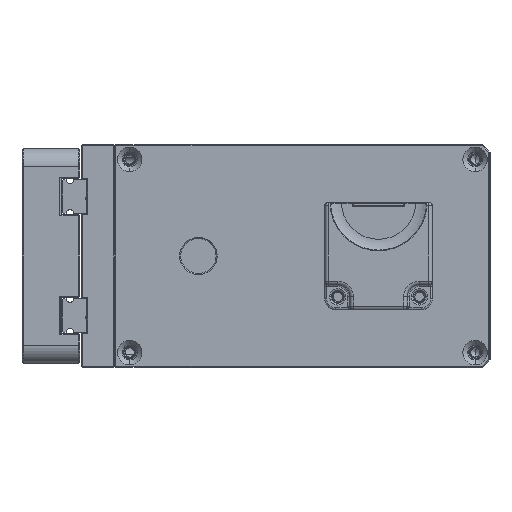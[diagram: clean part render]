
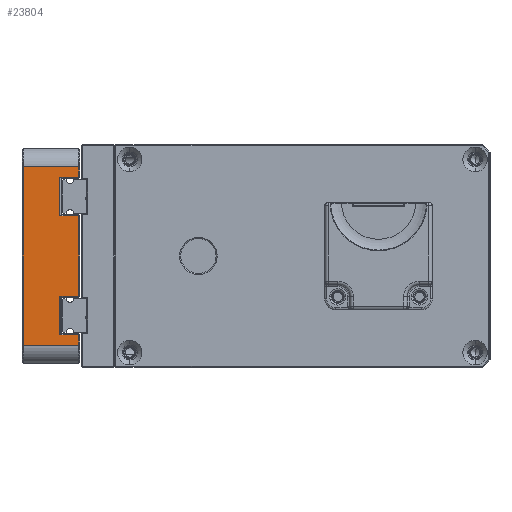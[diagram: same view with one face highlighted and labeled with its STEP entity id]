
A CAD part, left-side view. The second image highlights one B-rep face of the part: STEP entity #23804.
In plain terms, the highlighted face is planar.
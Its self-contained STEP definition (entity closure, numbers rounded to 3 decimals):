
#700 = ORIENTED_EDGE ( 'NONE', *, *, #1610, .T. ) ;
#744 = DIRECTION ( 'NONE',  ( 0., -1., 0. ) ) ;
#1610 = EDGE_CURVE ( 'NONE', #23513, #13034, #18053, .T. ) ;
#1814 = LINE ( 'NONE', #15705, #39869 ) ;
#2111 = VERTEX_POINT ( 'NONE', #18459 ) ;
#4161 = CARTESIAN_POINT ( 'NONE',  ( 21.2, 0.3, -26. ) ) ;
#4260 = LINE ( 'NONE', #18140, #41402 ) ;
#4290 = LINE ( 'NONE', #18174, #12594 ) ;
#4691 = VERTEX_POINT ( 'NONE', #42895 ) ;
#4718 = LINE ( 'NONE', #18601, #34425 ) ;
#5267 = CARTESIAN_POINT ( 'NONE',  ( 21.2, 5.4, -26. ) ) ;
#6117 = LINE ( 'NONE', #19993, #35738 ) ;
#7122 = EDGE_CURVE ( 'NONE', #28275, #31956, #15439, .T. ) ;
#7285 = DIRECTION ( 'NONE',  ( -1., 0., 0. ) ) ;
#7603 = VECTOR ( 'NONE', #37183, 1000. ) ;
#8300 = VECTOR ( 'NONE', #11617, 1000. ) ;
#8544 = VERTEX_POINT ( 'NONE', #4161 ) ;
#9277 = CARTESIAN_POINT ( 'NONE',  ( -10.8, 5.4, -26. ) ) ;
#9424 = EDGE_CURVE ( 'NONE', #37399, #28275, #4260, .T. ) ;
#9455 = VERTEX_POINT ( 'NONE', #14996 ) ;
#9470 = LINE ( 'NONE', #23322, #7603 ) ;
#9868 = ORIENTED_EDGE ( 'NONE', *, *, #7122, .T. ) ;
#10645 = VECTOR ( 'NONE', #43159, 1000. ) ;
#11617 = DIRECTION ( 'NONE',  ( -1., 0., 0. ) ) ;
#12064 = ORIENTED_EDGE ( 'NONE', *, *, #25260, .T. ) ;
#12594 = VECTOR ( 'NONE', #32015, 1000. ) ;
#12976 = CARTESIAN_POINT ( 'NONE',  ( 0., 0., -26. ) ) ;
#13034 = VERTEX_POINT ( 'NONE', #43968 ) ;
#13058 = DIRECTION ( 'NONE',  ( 0., 1., 0. ) ) ;
#13414 = CARTESIAN_POINT ( 'NONE',  ( 24., 0., -26. ) ) ;
#14023 = EDGE_CURVE ( 'NONE', #4691, #9455, #44515, .T. ) ;
#14996 = CARTESIAN_POINT ( 'NONE',  ( 24., 0.3, -26. ) ) ;
#15439 = LINE ( 'NONE', #29286, #10645 ) ;
#15705 = CARTESIAN_POINT ( 'NONE',  ( -10.8, 0., -26. ) ) ;
#16746 = ORIENTED_EDGE ( 'NONE', *, *, #44476, .T. ) ;
#16931 = AXIS2_PLACEMENT_3D ( 'NONE', #12976, #26809, #40661 ) ;
#18053 = LINE ( 'NONE', #31888, #22748 ) ;
#18140 = CARTESIAN_POINT ( 'NONE',  ( -21.2, 0., -26. ) ) ;
#18174 = CARTESIAN_POINT ( 'NONE',  ( 0., 0.3, -26. ) ) ;
#18199 = VERTEX_POINT ( 'NONE', #9277 ) ;
#18459 = CARTESIAN_POINT ( 'NONE',  ( -10.8, 0.3, -26. ) ) ;
#18601 = CARTESIAN_POINT ( 'NONE',  ( 0., 5.4, -26. ) ) ;
#19993 = CARTESIAN_POINT ( 'NONE',  ( 0., 15.3, -26. ) ) ;
#20499 = ORIENTED_EDGE ( 'NONE', *, *, #27032, .T. ) ;
#20846 = CARTESIAN_POINT ( 'NONE',  ( 10.8, 5.4, -26. ) ) ;
#22114 = ORIENTED_EDGE ( 'NONE', *, *, #41611, .T. ) ;
#22161 = EDGE_LOOP ( 'NONE', ( #32971, #9868, #27671, #22114, #23533, #12064, #41351, #20499, #700, #23688, #41291, #16746 ) ) ;
#22748 = VECTOR ( 'NONE', #744, 1000. ) ;
#23322 = CARTESIAN_POINT ( 'NONE',  ( -24., 0., -26. ) ) ;
#23462 = VECTOR ( 'NONE', #13058, 1000. ) ;
#23513 = VERTEX_POINT ( 'NONE', #20846 ) ;
#23533 = ORIENTED_EDGE ( 'NONE', *, *, #14023, .T. ) ;
#23688 = ORIENTED_EDGE ( 'NONE', *, *, #32938, .T. ) ;
#23804 = ADVANCED_FACE ( 'NONE', ( #30254 ), #44097, .F. ) ;
#24554 = LINE ( 'NONE', #38406, #30785 ) ;
#24811 = CARTESIAN_POINT ( 'NONE',  ( -24., 15.3, -26. ) ) ;
#25260 = EDGE_CURVE ( 'NONE', #9455, #8544, #4290, .T. ) ;
#26809 = DIRECTION ( 'NONE',  ( 0., 0., 1. ) ) ;
#27032 = EDGE_CURVE ( 'NONE', #37705, #23513, #4718, .T. ) ;
#27265 = DIRECTION ( 'NONE',  ( 0., -1., 0. ) ) ;
#27671 = ORIENTED_EDGE ( 'NONE', *, *, #34839, .T. ) ;
#28275 = VERTEX_POINT ( 'NONE', #40327 ) ;
#28571 = VERTEX_POINT ( 'NONE', #24811 ) ;
#28889 = LINE ( 'NONE', #42749, #8300 ) ;
#29286 = CARTESIAN_POINT ( 'NONE',  ( 0., 0.3, -26. ) ) ;
#29539 = DIRECTION ( 'NONE',  ( 0., 1., 0. ) ) ;
#30254 = FACE_OUTER_BOUND ( 'NONE', #22161, .T. ) ;
#30329 = LINE ( 'NONE', #44172, #23462 ) ;
#30785 = VECTOR ( 'NONE', #7285, 1000. ) ;
#31871 = EDGE_CURVE ( 'NONE', #2111, #18199, #1814, .T. ) ;
#31888 = CARTESIAN_POINT ( 'NONE',  ( 10.8, 0., -26. ) ) ;
#31956 = VERTEX_POINT ( 'NONE', #44514 ) ;
#31982 = DIRECTION ( 'NONE',  ( 0., -1., 0. ) ) ;
#32015 = DIRECTION ( 'NONE',  ( -1., 0., 0. ) ) ;
#32438 = DIRECTION ( 'NONE',  ( -1., 0., 0. ) ) ;
#32938 = EDGE_CURVE ( 'NONE', #13034, #2111, #24554, .T. ) ;
#32971 = ORIENTED_EDGE ( 'NONE', *, *, #9424, .T. ) ;
#33070 = VECTOR ( 'NONE', #27265, 1000. ) ;
#33843 = DIRECTION ( 'NONE',  ( 1., 0., 0. ) ) ;
#34425 = VECTOR ( 'NONE', #32438, 1000. ) ;
#34839 = EDGE_CURVE ( 'NONE', #31956, #28571, #9470, .T. ) ;
#35738 = VECTOR ( 'NONE', #33843, 1000. ) ;
#36519 = CARTESIAN_POINT ( 'NONE',  ( -21.2, 5.4, -26. ) ) ;
#37183 = DIRECTION ( 'NONE',  ( 0., 1., 0. ) ) ;
#37399 = VERTEX_POINT ( 'NONE', #36519 ) ;
#37705 = VERTEX_POINT ( 'NONE', #5267 ) ;
#38406 = CARTESIAN_POINT ( 'NONE',  ( 0., 0.3, -26. ) ) ;
#39869 = VECTOR ( 'NONE', #29539, 1000. ) ;
#40327 = CARTESIAN_POINT ( 'NONE',  ( -21.2, 0.3, -26. ) ) ;
#40661 = DIRECTION ( 'NONE',  ( 1., 0., 0. ) ) ;
#41291 = ORIENTED_EDGE ( 'NONE', *, *, #31871, .T. ) ;
#41351 = ORIENTED_EDGE ( 'NONE', *, *, #43762, .T. ) ;
#41402 = VECTOR ( 'NONE', #31982, 1000. ) ;
#41611 = EDGE_CURVE ( 'NONE', #28571, #4691, #6117, .T. ) ;
#42749 = CARTESIAN_POINT ( 'NONE',  ( 0., 5.4, -26. ) ) ;
#42895 = CARTESIAN_POINT ( 'NONE',  ( 24., 15.3, -26. ) ) ;
#43159 = DIRECTION ( 'NONE',  ( -1., 0., 0. ) ) ;
#43762 = EDGE_CURVE ( 'NONE', #8544, #37705, #30329, .T. ) ;
#43968 = CARTESIAN_POINT ( 'NONE',  ( 10.8, 0.3, -26. ) ) ;
#44097 = PLANE ( 'NONE',  #16931 ) ;
#44172 = CARTESIAN_POINT ( 'NONE',  ( 21.2, 0., -26. ) ) ;
#44476 = EDGE_CURVE ( 'NONE', #18199, #37399, #28889, .T. ) ;
#44514 = CARTESIAN_POINT ( 'NONE',  ( -24., 0.3, -26. ) ) ;
#44515 = LINE ( 'NONE', #13414, #33070 ) ;
